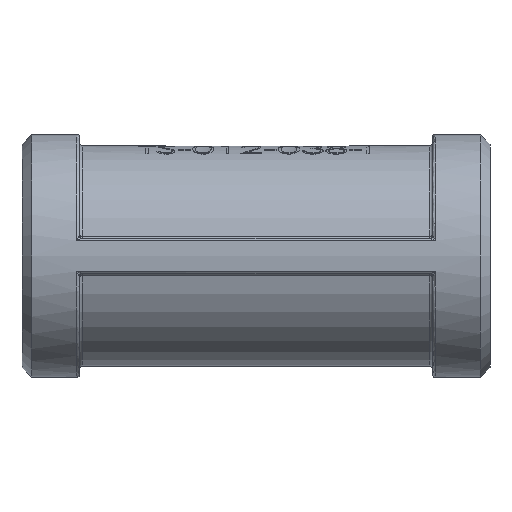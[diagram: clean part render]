
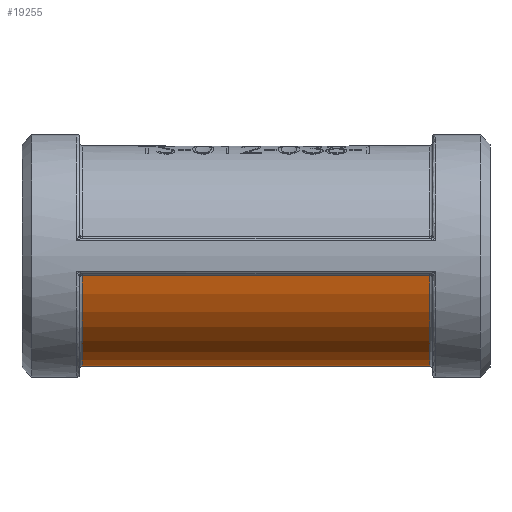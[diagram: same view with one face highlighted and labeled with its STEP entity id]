
A CAD part, front view. The second image highlights one B-rep face of the part: STEP entity #19255.
In plain terms, the highlighted cylindrical face has radius 12.5 mm (diameter 25 mm), a partial arc.
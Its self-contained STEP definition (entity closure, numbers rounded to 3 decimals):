
#263 = VERTEX_POINT ( 'NONE', #21289 ) ;
#278 = VERTEX_POINT ( 'NONE', #21295 ) ;
#301 = VERTEX_POINT ( 'NONE', #21352 ) ;
#305 = VERTEX_POINT ( 'NONE', #21315 ) ;
#315 = VERTEX_POINT ( 'NONE', #21332 ) ;
#365 = VERTEX_POINT ( 'NONE', #21403 ) ;
#366 = VERTEX_POINT ( 'NONE', #21383 ) ;
#1853 = ORIENTED_EDGE ( 'NONE', *, *, #16710, .F. ) ;
#1874 = ORIENTED_EDGE ( 'NONE', *, *, #16672, .F. ) ;
#1876 = ORIENTED_EDGE ( 'NONE', *, *, #16696, .F. ) ;
#1886 = ORIENTED_EDGE ( 'NONE', *, *, #16699, .F. ) ;
#1925 = ORIENTED_EDGE ( 'NONE', *, *, #16705, .F. ) ;
#1983 = ORIENTED_EDGE ( 'NONE', *, *, #16682, .F. ) ;
#2005 = ORIENTED_EDGE ( 'NONE', *, *, #16702, .F. ) ;
#3693 = EDGE_LOOP ( 'NONE', ( #1853, #1874, #1886, #1876, #2005, #1925, #1983 ) ) ;
#5190 = DIRECTION ( 'NONE',  ( 1., 0., 0. ) ) ;
#5209 = CARTESIAN_POINT ( 'NONE',  ( 0., -12.297, -2.246 ) ) ;
#5252 = DIRECTION ( 'NONE',  ( -1., 0., 0. ) ) ;
#5256 = LINE ( 'NONE', #5271, #16861 ) ;
#5271 = CARTESIAN_POINT ( 'NONE',  ( 0., 12.297, -2.246 ) ) ;
#5288 = CARTESIAN_POINT ( 'NONE',  ( 0., 6.301, -10.795 ) ) ;
#5289 = CARTESIAN_POINT ( 'NONE',  ( -1.006, 6.301, -10.795 ) ) ;
#5294 = CARTESIAN_POINT ( 'NONE',  ( -3.004, 6.597, -10.629 ) ) ;
#5295 = CARTESIAN_POINT ( 'NONE',  ( -10.123, 9.88, -7.938 ) ) ;
#5296 = CARTESIAN_POINT ( 'NONE',  ( -12.816, 11.567, -5.101 ) ) ;
#5297 = CARTESIAN_POINT ( 'NONE',  ( -13.732, 12.162, -2.98 ) ) ;
#5298 = CARTESIAN_POINT ( 'NONE',  ( -6.501, 7.886, -9.768 ) ) ;
#5299 = CARTESIAN_POINT ( 'NONE',  ( -13.938, 12.297, -2.246 ) ) ;
#5307 = CARTESIAN_POINT ( 'NONE',  ( 0., 12.297, -2.246 ) ) ;
#5308 = CARTESIAN_POINT ( 'NONE',  ( -19.7, 0., 0. ) ) ;
#5312 = DIRECTION ( 'NONE',  ( -1., 0., 0. ) ) ;
#5319 = DIRECTION ( 'NONE',  ( -1., 0., 0. ) ) ;
#5320 = LINE ( 'NONE', #5307, #16859 ) ;
#5323 = DIRECTION ( 'NONE',  ( 0., 0., -1. ) ) ;
#5333 = CARTESIAN_POINT ( 'NONE',  ( 12.321, 11.242, -5.726 ) ) ;
#5341 = CARTESIAN_POINT ( 'NONE',  ( 6.5, 7.885, -9.77 ) ) ;
#5343 = CARTESIAN_POINT ( 'NONE',  ( 9.401, 9.483, -8.299 ) ) ;
#5347 = DIRECTION ( 'NONE',  ( 1., 0., 0. ) ) ;
#5350 = CARTESIAN_POINT ( 'NONE',  ( 13.526, 12.028, -3.714 ) ) ;
#5355 = DIRECTION ( 'NONE',  ( 0., 0., -1. ) ) ;
#5365 = CARTESIAN_POINT ( 'NONE',  ( 0., 6.301, -10.795 ) ) ;
#5370 = CARTESIAN_POINT ( 'NONE',  ( 1.006, 6.301, -10.795 ) ) ;
#5372 = CARTESIAN_POINT ( 'NONE',  ( 19.7, 0., 0. ) ) ;
#5373 = CARTESIAN_POINT ( 'NONE',  ( 3.004, 6.597, -10.628 ) ) ;
#5377 = CARTESIAN_POINT ( 'NONE',  ( 13.938, 12.297, -2.246 ) ) ;
#6324 = LINE ( 'NONE', #5209, #16840 ) ;
#10634 = AXIS2_PLACEMENT_3D ( 'NONE', #20302, #20369, #20376 ) ;
#16672 = EDGE_CURVE ( 'NONE', #301, #305, #6324, .T. ) ;
#16682 = EDGE_CURVE ( 'NONE', #366, #365, #5256, .T. ) ;
#16696 = EDGE_CURVE ( 'NONE', #278, #263, #5320, .T. ) ;
#16699 = EDGE_CURVE ( 'NONE', #263, #301, #16819, .T. ) ;
#16702 = EDGE_CURVE ( 'NONE', #315, #278, #28069, .T. ) ;
#16705 = EDGE_CURVE ( 'NONE', #365, #315, #28041, .T. ) ;
#16710 = EDGE_CURVE ( 'NONE', #305, #366, #16873, .T. ) ;
#16819 = CIRCLE ( 'NONE', #16824, 12.5 ) ;
#16824 = AXIS2_PLACEMENT_3D ( 'NONE', #5308, #5319, #5323 ) ;
#16840 = VECTOR ( 'NONE', #5190, 1000. ) ;
#16859 = VECTOR ( 'NONE', #5312, 1000. ) ;
#16861 = VECTOR ( 'NONE', #5252, 1000. ) ;
#16873 = CIRCLE ( 'NONE', #16875, 12.5 ) ;
#16875 = AXIS2_PLACEMENT_3D ( 'NONE', #5372, #5347, #5355 ) ;
#19255 = ADVANCED_FACE ( 'NONE', ( #20321 ), #20346, .T. ) ;
#20302 = CARTESIAN_POINT ( 'NONE',  ( 0., 0., 0. ) ) ;
#20321 = FACE_OUTER_BOUND ( 'NONE', #3693, .T. ) ;
#20346 = CYLINDRICAL_SURFACE ( 'NONE', #10634, 12.5 ) ;
#20369 = DIRECTION ( 'NONE',  ( 1., 0., 0. ) ) ;
#20376 = DIRECTION ( 'NONE',  ( 0., -1., 0. ) ) ;
#21289 = CARTESIAN_POINT ( 'NONE',  ( -19.7, 12.297, -2.246 ) ) ;
#21295 = CARTESIAN_POINT ( 'NONE',  ( -13.938, 12.297, -2.246 ) ) ;
#21315 = CARTESIAN_POINT ( 'NONE',  ( 19.7, -12.297, -2.246 ) ) ;
#21332 = CARTESIAN_POINT ( 'NONE',  ( 0., 6.301, -10.795 ) ) ;
#21352 = CARTESIAN_POINT ( 'NONE',  ( -19.7, -12.297, -2.246 ) ) ;
#21383 = CARTESIAN_POINT ( 'NONE',  ( 19.7, 12.297, -2.246 ) ) ;
#21403 = CARTESIAN_POINT ( 'NONE',  ( 13.938, 12.297, -2.246 ) ) ;
#28041 = B_SPLINE_CURVE_WITH_KNOTS ( 'NONE', 3,
 ( #5377, #5350, #5333, #5343, #5341, #5373, #5370, #5365 ),
 .UNSPECIFIED., .F., .F.,
 ( 4, 1, 1, 1, 1, 4 ),
 ( 0., 0.286, 0.429, 0.714, 0.857, 1. ),
 .UNSPECIFIED. ) ;
#28069 = B_SPLINE_CURVE_WITH_KNOTS ( 'NONE', 3,
 ( #5288, #5289, #5294, #5298, #5295, #5296, #5297, #5299 ),
 .UNSPECIFIED., .F., .F.,
 ( 4, 1, 1, 1, 1, 4 ),
 ( 0., 0.143, 0.286, 0.571, 0.857, 1. ),
 .UNSPECIFIED. ) ;
